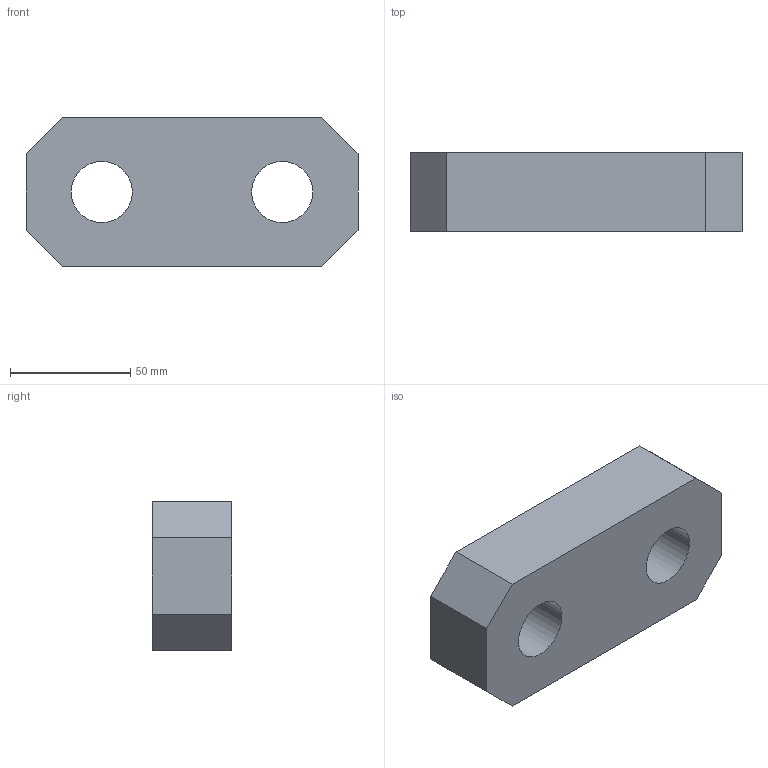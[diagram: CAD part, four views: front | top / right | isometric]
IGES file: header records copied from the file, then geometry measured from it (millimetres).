
Start section:  PTC IGES file: shuang-007sd5sd7.igs
Global section: file name: shuang-007sd5sd7.igs; native system: Pro/ENGINEER by Parametric Technology Corporation; preprocessor: 2004110; author: liuxiaokun; organization: Unknown; date: 080428.081010; units: millimetre
Bounding box: 138 x 33 x 62 mm (x, y, z)
Volume: 234055.3 mm3; surface area: 31491.9 mm2
Topology: 1 solids, 1 shells, 14 faces, 36 edges, 24 vertices
Faces by surface type: bspline 10, revolution 4
